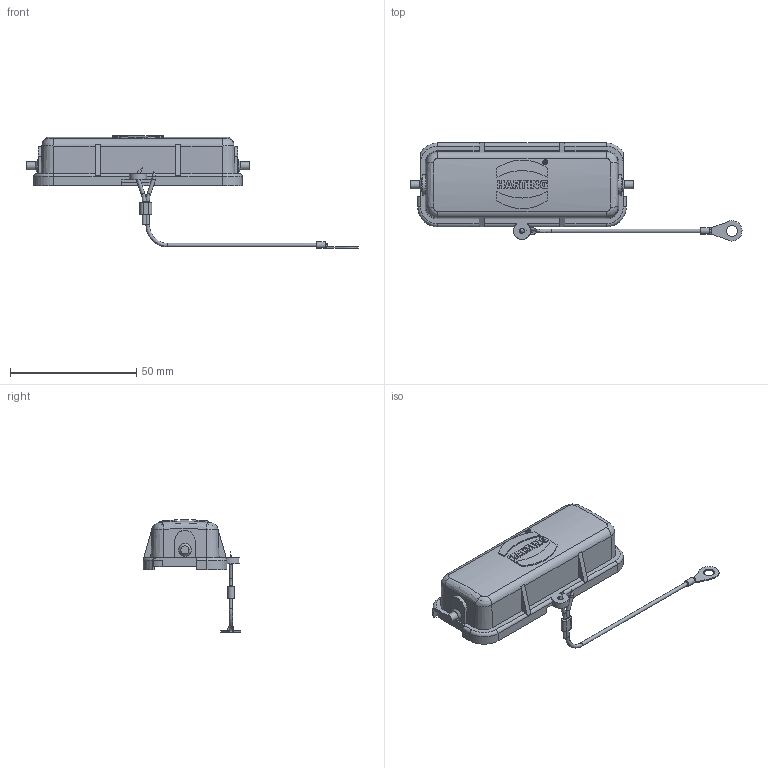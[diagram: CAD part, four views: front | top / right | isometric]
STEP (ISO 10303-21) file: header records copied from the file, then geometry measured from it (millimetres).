
FILE_DESCRIPTION(/* description */ (''),/* implementation_level */ '2;1');
FILE_NAME(/* name */ '100095270ugm000_c.stp',/* time_stamp */ '2019-09-06T10:20:59+02:00',/* author */ (''),/* organization */ (''),/* preprocessor_version */ 'ST-DEVELOPER v16.7',/* originating_system */ 'SIEMENS PLM Software NX 12.0',/* authorisation */ '');
FILE_SCHEMA (('AUTOMOTIVE_DESIGN { 1 0 10303 214 3 1 1 1 }'));
Length unit declared in the file: millimetre
Products named in the file (1): 100095270ugm000_c
Bounding box: 131.49 x 38.77 x 44.56 mm (x, y, z)
Volume: 8463.9 mm3; surface area: 13066.3 mm2
Topology: 1 solids, 1 shells, 269 faces, 682 edges, 440 vertices
Faces by surface type: plane 155, cylinder 60, bspline 37, cone 10, torus 4, extrusion 3
Full cylindrical faces by diameter (mm): 1.4 x1, 2 x1, 2.05 x1, 2.5 x1, 3.2 x2, 4.3 x1, 5 x2
Entity records: 10553 total; most frequent: CARTESIAN_POINT 3236, ORIENTED_EDGE 1310, DIRECTION 1200, EDGE_CURVE 655, VERTEX_POINT 434, AXIS2_PLACEMENT_3D 419, VECTOR 362, LINE 359
